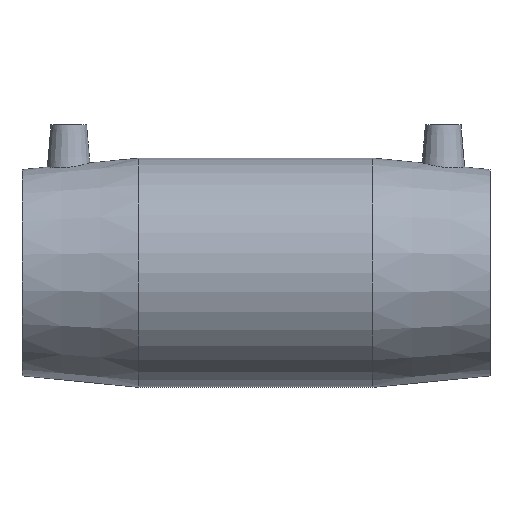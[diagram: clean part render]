
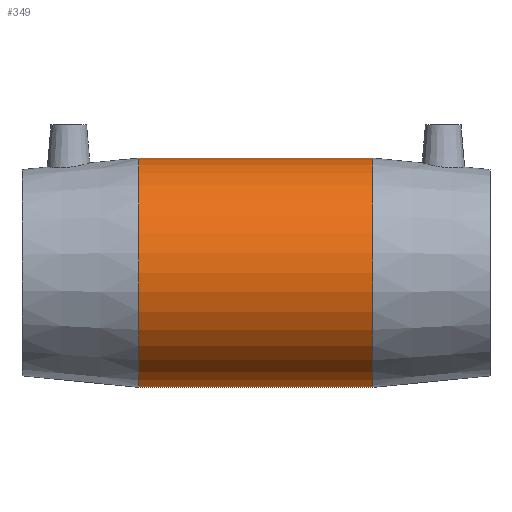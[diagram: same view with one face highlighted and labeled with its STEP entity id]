
A CAD part, top view. The second image highlights one B-rep face of the part: STEP entity #349.
In plain terms, the highlighted cylindrical face has radius 48 mm (diameter 96 mm), a full revolution.
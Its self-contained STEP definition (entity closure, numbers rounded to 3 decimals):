
#47=FACE_BOUND('',#155,.T.);
#48=FACE_BOUND('',#156,.T.);
#79=CIRCLE('',#395,48.);
#80=CIRCLE('',#396,48.);
#110=FACE_OUTER_BOUND('',#154,.T.);
#154=EDGE_LOOP('',(#286));
#155=EDGE_LOOP('',(#287));
#156=EDGE_LOOP('',(#288));
#191=B_SPLINE_CURVE_WITH_KNOTS('',3,(#621,#622,#623,#624,#625,#626,#627,
#628,#629,#630,#631,#632,#633,#634,#635,#636,#637,#638,#639,#640,#641,#642,
#643,#644,#645,#646,#647,#648,#649,#650,#651,#652,#653,#654,#655,#656,#657,
#658,#659,#660,#661,#662,#663,#664,#665,#666,#667,#668,#669,#670,#671,#672,
#673,#674,#675,#676,#677,#678,#679,#680,#681,#682,#683,#684,#685,#686),
 .UNSPECIFIED.,.T.,.F.,(4,2,2,2,2,2,2,2,2,2,2,2,2,2,2,2,2,2,2,2,2,2,2,2,
2,2,2,2,2,2,2,2,4),(0.,0.763,1.527,2.29,
3.054,3.797,4.54,5.283,6.025,
6.768,7.511,8.254,8.997,9.761,
10.524,11.287,12.051,12.814,13.578,
14.341,15.105,15.848,16.59,17.333,
18.076,18.819,19.562,20.305,21.048,
21.812,22.575,23.338,24.102),
 .UNSPECIFIED.);
#197=VERTEX_POINT('',#620);
#210=VERTEX_POINT('',#791);
#211=VERTEX_POINT('',#793);
#229=EDGE_CURVE('',#197,#197,#191,.T.);
#242=EDGE_CURVE('',#210,#210,#79,.T.);
#243=EDGE_CURVE('',#211,#211,#80,.T.);
#286=ORIENTED_EDGE('',*,*,#242,.F.);
#287=ORIENTED_EDGE('',*,*,#229,.T.);
#288=ORIENTED_EDGE('',*,*,#243,.T.);
#328=CYLINDRICAL_SURFACE('',#394,48.);
#349=ADVANCED_FACE('',(#110,#47,#48),#328,.T.);
#394=AXIS2_PLACEMENT_3D('',#790,#482,#483);
#395=AXIS2_PLACEMENT_3D('',#792,#484,#485);
#396=AXIS2_PLACEMENT_3D('',#794,#486,#487);
#482=DIRECTION('center_axis',(1.,0.,0.));
#483=DIRECTION('ref_axis',(0.,1.,0.));
#484=DIRECTION('center_axis',(1.,0.,0.));
#485=DIRECTION('ref_axis',(0.,0.,-1.));
#486=DIRECTION('center_axis',(1.,0.,0.));
#487=DIRECTION('ref_axis',(0.,0.,-1.));
#620=CARTESIAN_POINT('',(0.,-37.5,-29.962));
#621=CARTESIAN_POINT('Ctrl Pts',(0.,-37.5,-29.962));
#622=CARTESIAN_POINT('Ctrl Pts',(2.545,-37.5,-29.962));
#623=CARTESIAN_POINT('Ctrl Pts',(5.081,-37.239,-30.296));
#624=CARTESIAN_POINT('Ctrl Pts',(10.005,-36.228,-31.499));
#625=CARTESIAN_POINT('Ctrl Pts',(12.395,-35.478,-32.361));
#626=CARTESIAN_POINT('Ctrl Pts',(16.929,-33.552,-34.354));
#627=CARTESIAN_POINT('Ctrl Pts',(19.079,-32.373,-35.484));
#628=CARTESIAN_POINT('Ctrl Pts',(23.058,-29.671,-37.773));
#629=CARTESIAN_POINT('Ctrl Pts',(24.887,-28.146,-38.931));
#630=CARTESIAN_POINT('Ctrl Pts',(28.102,-24.931,-41.062));
#631=CARTESIAN_POINT('Ctrl Pts',(29.617,-23.128,-42.119));
#632=CARTESIAN_POINT('Ctrl Pts',(32.33,-19.153,-44.069));
#633=CARTESIAN_POINT('Ctrl Pts',(33.528,-16.98,-44.961));
#634=CARTESIAN_POINT('Ctrl Pts',(35.484,-12.385,-46.437));
#635=CARTESIAN_POINT('Ctrl Pts',(36.242,-9.956,-47.023));
#636=CARTESIAN_POINT('Ctrl Pts',(37.251,-5.002,-47.804));
#637=CARTESIAN_POINT('Ctrl Pts',(37.5,-2.476,-48.));
#638=CARTESIAN_POINT('Ctrl Pts',(37.5,2.476,-48.));
#639=CARTESIAN_POINT('Ctrl Pts',(37.251,5.002,-47.804));
#640=CARTESIAN_POINT('Ctrl Pts',(36.242,9.956,-47.023));
#641=CARTESIAN_POINT('Ctrl Pts',(35.484,12.385,-46.437));
#642=CARTESIAN_POINT('Ctrl Pts',(33.528,16.98,-44.961));
#643=CARTESIAN_POINT('Ctrl Pts',(32.33,19.153,-44.069));
#644=CARTESIAN_POINT('Ctrl Pts',(29.617,23.128,-42.119));
#645=CARTESIAN_POINT('Ctrl Pts',(28.102,24.931,-41.062));
#646=CARTESIAN_POINT('Ctrl Pts',(24.887,28.146,-38.931));
#647=CARTESIAN_POINT('Ctrl Pts',(23.058,29.671,-37.773));
#648=CARTESIAN_POINT('Ctrl Pts',(19.079,32.373,-35.484));
#649=CARTESIAN_POINT('Ctrl Pts',(16.929,33.552,-34.354));
#650=CARTESIAN_POINT('Ctrl Pts',(12.395,35.478,-32.361));
#651=CARTESIAN_POINT('Ctrl Pts',(10.005,36.228,-31.499));
#652=CARTESIAN_POINT('Ctrl Pts',(5.081,37.239,-30.296));
#653=CARTESIAN_POINT('Ctrl Pts',(2.545,37.5,-29.962));
#654=CARTESIAN_POINT('Ctrl Pts',(-2.545,37.5,-29.962));
#655=CARTESIAN_POINT('Ctrl Pts',(-5.081,37.239,-30.296));
#656=CARTESIAN_POINT('Ctrl Pts',(-10.005,36.228,-31.499));
#657=CARTESIAN_POINT('Ctrl Pts',(-12.395,35.478,-32.361));
#658=CARTESIAN_POINT('Ctrl Pts',(-16.929,33.552,-34.354));
#659=CARTESIAN_POINT('Ctrl Pts',(-19.079,32.373,-35.484));
#660=CARTESIAN_POINT('Ctrl Pts',(-23.058,29.671,-37.773));
#661=CARTESIAN_POINT('Ctrl Pts',(-24.887,28.146,-38.931));
#662=CARTESIAN_POINT('Ctrl Pts',(-28.102,24.931,-41.062));
#663=CARTESIAN_POINT('Ctrl Pts',(-29.617,23.128,-42.119));
#664=CARTESIAN_POINT('Ctrl Pts',(-32.33,19.153,-44.069));
#665=CARTESIAN_POINT('Ctrl Pts',(-33.528,16.98,-44.961));
#666=CARTESIAN_POINT('Ctrl Pts',(-35.484,12.385,-46.437));
#667=CARTESIAN_POINT('Ctrl Pts',(-36.242,9.956,-47.023));
#668=CARTESIAN_POINT('Ctrl Pts',(-37.251,5.002,-47.804));
#669=CARTESIAN_POINT('Ctrl Pts',(-37.5,2.476,-48.));
#670=CARTESIAN_POINT('Ctrl Pts',(-37.5,-2.476,-48.));
#671=CARTESIAN_POINT('Ctrl Pts',(-37.251,-5.002,-47.804));
#672=CARTESIAN_POINT('Ctrl Pts',(-36.242,-9.956,-47.023));
#673=CARTESIAN_POINT('Ctrl Pts',(-35.484,-12.385,-46.437));
#674=CARTESIAN_POINT('Ctrl Pts',(-33.528,-16.98,-44.961));
#675=CARTESIAN_POINT('Ctrl Pts',(-32.33,-19.153,-44.069));
#676=CARTESIAN_POINT('Ctrl Pts',(-29.617,-23.128,-42.119));
#677=CARTESIAN_POINT('Ctrl Pts',(-28.102,-24.931,-41.062));
#678=CARTESIAN_POINT('Ctrl Pts',(-24.887,-28.146,-38.931));
#679=CARTESIAN_POINT('Ctrl Pts',(-23.058,-29.671,-37.773));
#680=CARTESIAN_POINT('Ctrl Pts',(-19.079,-32.373,-35.484));
#681=CARTESIAN_POINT('Ctrl Pts',(-16.929,-33.552,-34.354));
#682=CARTESIAN_POINT('Ctrl Pts',(-12.395,-35.478,-32.361));
#683=CARTESIAN_POINT('Ctrl Pts',(-10.005,-36.228,-31.499));
#684=CARTESIAN_POINT('Ctrl Pts',(-5.081,-37.239,-30.296));
#685=CARTESIAN_POINT('Ctrl Pts',(-2.545,-37.5,-29.962));
#686=CARTESIAN_POINT('Ctrl Pts',(0.,-37.5,-29.962));
#790=CARTESIAN_POINT('Origin',(0.,0.,0.));
#791=CARTESIAN_POINT('',(49.,48.,0.));
#792=CARTESIAN_POINT('Origin',(49.,0.,0.));
#793=CARTESIAN_POINT('',(-49.,48.,0.));
#794=CARTESIAN_POINT('Origin',(-49.,0.,0.));
